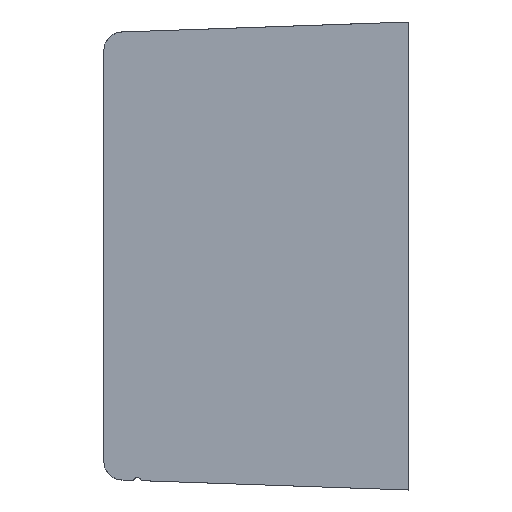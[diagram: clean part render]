
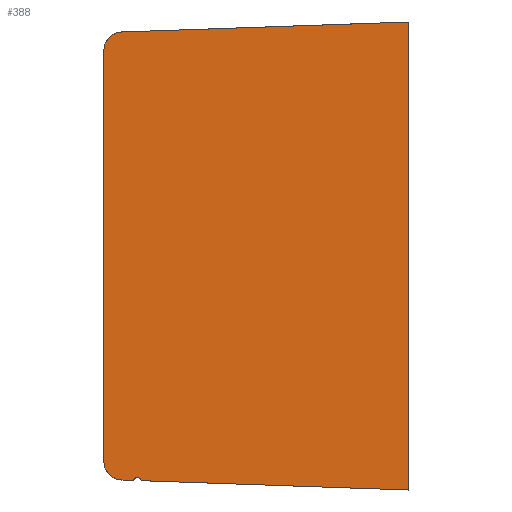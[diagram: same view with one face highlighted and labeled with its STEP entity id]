
A CAD part, left-side view. The second image highlights one B-rep face of the part: STEP entity #388.
In plain terms, the highlighted planar face has unit normal (-1, 0, 0).
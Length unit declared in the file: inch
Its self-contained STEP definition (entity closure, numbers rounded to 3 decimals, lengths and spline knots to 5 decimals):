
#47 = FACE_OUTER_BOUND ( 'NONE', #10322, .T. ) ;
#55 = CARTESIAN_POINT ( 'NONE',  ( -0.9935, 3.24604, 2.38665 ) ) ;
#388 = ADVANCED_FACE ( 'NONE', ( #47 ), #10272, .F. ) ;
#405 = DIRECTION ( 'NONE',  ( -1., 0., 0. ) ) ;
#495 = VERTEX_POINT ( 'NONE', #1445 ) ;
#627 = DIRECTION ( 'NONE',  ( 0., -0.999, -0.035 ) ) ;
#1415 = CARTESIAN_POINT ( 'NONE',  ( -0.9935, 3.42043, -2.38056 ) ) ;
#1445 = CARTESIAN_POINT ( 'NONE',  ( -0.9935, 2.93311, -2.39757 ) ) ;
#1449 = EDGE_CURVE ( 'NONE', #5032, #1579, #5477, .T. ) ;
#1579 = VERTEX_POINT ( 'NONE', #8180 ) ;
#1998 = VERTEX_POINT ( 'NONE', #8204 ) ;
#2008 = DIRECTION ( 'NONE',  ( -1., 0., 0. ) ) ;
#2091 = VECTOR ( 'NONE', #13491, 39.37008 ) ;
#2395 = CARTESIAN_POINT ( 'NONE',  ( -0.9935, 3.05698, 2.39325 ) ) ;
#2437 = LINE ( 'NONE', #12448, #5492 ) ;
#2606 = DIRECTION ( 'NONE',  ( 0., -0.999, -0.035 ) ) ;
#2813 = LINE ( 'NONE', #6885, #2091 ) ;
#3019 = AXIS2_PLACEMENT_3D ( 'NONE', #8827, #2008, #9936 ) ;
#3699 = EDGE_CURVE ( 'NONE', #1998, #13779, #12043, .T. ) ;
#3844 = EDGE_CURVE ( 'NONE', #13779, #495, #9919, .T. ) ;
#4159 = ORIENTED_EDGE ( 'NONE', *, *, #7499, .F. ) ;
#4364 = VERTEX_POINT ( 'NONE', #14108 ) ;
#4687 = DIRECTION ( 'NONE',  ( 0., -0.999, 0.035 ) ) ;
#4824 = EDGE_CURVE ( 'NONE', #11676, #13249, #12823, .T. ) ;
#5004 = AXIS2_PLACEMENT_3D ( 'NONE', #5851, #13539, #6933 ) ;
#5032 = VERTEX_POINT ( 'NONE', #11619 ) ;
#5477 = LINE ( 'NONE', #13937, #8073 ) ;
#5492 = VECTOR ( 'NONE', #9270, 39.37008 ) ;
#5851 = CARTESIAN_POINT ( 'NONE',  ( -0.9935, 3.05, -2.19337 ) ) ;
#6885 = CARTESIAN_POINT ( 'NONE',  ( -0.9935, 0., 2.5 ) ) ;
#6933 = DIRECTION ( 'NONE',  ( 0., 1., 0. ) ) ;
#7216 = LINE ( 'NONE', #55, #12410 ) ;
#7220 = CARTESIAN_POINT ( 'NONE',  ( -0.9935, 2.89106, -2.41359 ) ) ;
#7499 = EDGE_CURVE ( 'NONE', #4364, #1579, #2813, .T. ) ;
#7500 = AXIS2_PLACEMENT_3D ( 'NONE', #11604, #13733, #14215 ) ;
#8073 = VECTOR ( 'NONE', #627, 39.37008 ) ;
#8135 = ORIENTED_EDGE ( 'NONE', *, *, #3699, .T. ) ;
#8180 = CARTESIAN_POINT ( 'NONE',  ( -0.9935, 0., -2.5 ) ) ;
#8204 = CARTESIAN_POINT ( 'NONE',  ( -0.9935, 3.25, -2.19337 ) ) ;
#8372 = DIRECTION ( 'NONE',  ( 0., -1., 0. ) ) ;
#8827 = CARTESIAN_POINT ( 'NONE',  ( -0.9935, 3.05, 2.19337 ) ) ;
#8906 = VECTOR ( 'NONE', #2606, 39.37008 ) ;
#9270 = DIRECTION ( 'NONE',  ( 0., 0., -1. ) ) ;
#9299 = ORIENTED_EDGE ( 'NONE', *, *, #12206, .T. ) ;
#9919 = LINE ( 'NONE', #1415, #8906 ) ;
#9936 = DIRECTION ( 'NONE',  ( 0., 1., 0. ) ) ;
#10272 = PLANE ( 'NONE',  #7500 ) ;
#10322 = EDGE_LOOP ( 'NONE', ( #14159, #4159, #13459, #12778, #9299, #8135, #10674, #12678 ) ) ;
#10674 = ORIENTED_EDGE ( 'NONE', *, *, #3844, .T. ) ;
#10746 = CARTESIAN_POINT ( 'NONE',  ( -0.9935, 3.05698, -2.39325 ) ) ;
#11604 = CARTESIAN_POINT ( 'NONE',  ( -0.9935, 3.25, 2.5 ) ) ;
#11619 = CARTESIAN_POINT ( 'NONE',  ( -0.9935, 2.84799, -2.40055 ) ) ;
#11676 = VERTEX_POINT ( 'NONE', #2395 ) ;
#12043 = CIRCLE ( 'NONE', #5004, 0.2 ) ;
#12173 = EDGE_CURVE ( 'NONE', #11676, #4364, #7216, .T. ) ;
#12206 = EDGE_CURVE ( 'NONE', #13249, #1998, #2437, .T. ) ;
#12336 = EDGE_CURVE ( 'NONE', #5032, #495, #12357, .T. ) ;
#12357 = CIRCLE ( 'NONE', #12405, 0.045 ) ;
#12405 = AXIS2_PLACEMENT_3D ( 'NONE', #7220, #405, #8372 ) ;
#12410 = VECTOR ( 'NONE', #4687, 39.37008 ) ;
#12448 = CARTESIAN_POINT ( 'NONE',  ( -0.9935, 3.25, 2.5 ) ) ;
#12678 = ORIENTED_EDGE ( 'NONE', *, *, #12336, .F. ) ;
#12778 = ORIENTED_EDGE ( 'NONE', *, *, #4824, .T. ) ;
#12823 = CIRCLE ( 'NONE', #3019, 0.2 ) ;
#12900 = CARTESIAN_POINT ( 'NONE',  ( -0.9935, 3.25, 2.19337 ) ) ;
#13249 = VERTEX_POINT ( 'NONE', #12900 ) ;
#13459 = ORIENTED_EDGE ( 'NONE', *, *, #12173, .F. ) ;
#13491 = DIRECTION ( 'NONE',  ( 0., 0., -1. ) ) ;
#13539 = DIRECTION ( 'NONE',  ( -1., 0., 0. ) ) ;
#13733 = DIRECTION ( 'NONE',  ( 1., 0., 0. ) ) ;
#13779 = VERTEX_POINT ( 'NONE', #10746 ) ;
#13937 = CARTESIAN_POINT ( 'NONE',  ( -0.9935, 3.42043, -2.38056 ) ) ;
#14108 = CARTESIAN_POINT ( 'NONE',  ( -0.9935, 0., 2.5 ) ) ;
#14159 = ORIENTED_EDGE ( 'NONE', *, *, #1449, .T. ) ;
#14215 = DIRECTION ( 'NONE',  ( 0., 1., 0. ) ) ;
